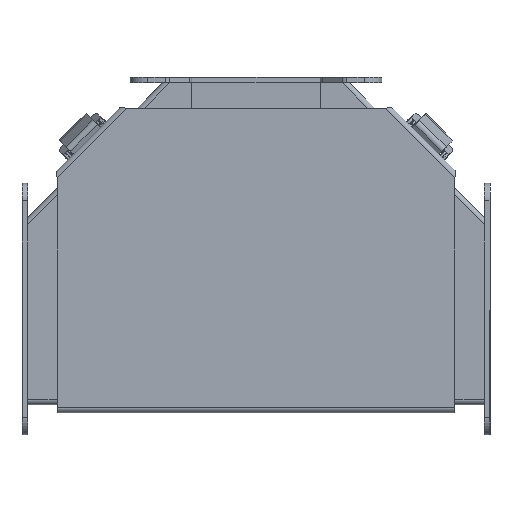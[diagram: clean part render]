
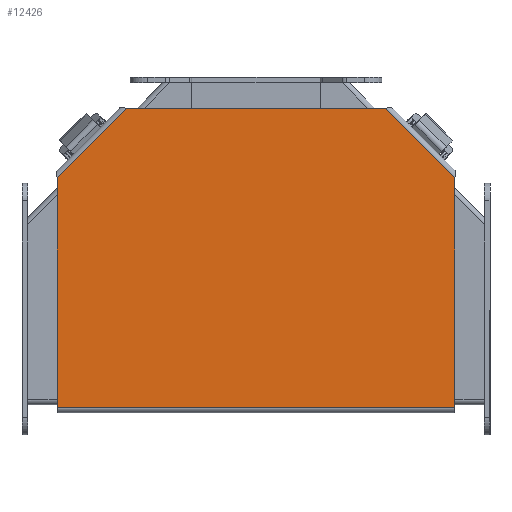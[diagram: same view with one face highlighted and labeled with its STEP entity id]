
A CAD part, front view. The second image highlights one B-rep face of the part: STEP entity #12426.
In plain terms, the highlighted planar face has unit normal (0, -1, 0).
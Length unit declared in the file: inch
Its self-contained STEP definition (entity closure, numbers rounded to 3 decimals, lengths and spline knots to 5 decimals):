
#524 = VERTEX_POINT ( 'NONE', #15001 ) ;
#948 = VERTEX_POINT ( 'NONE', #14983 ) ;
#1005 = LINE ( 'NONE', #7218, #3907 ) ;
#1066 = CARTESIAN_POINT ( 'NONE',  ( 4.25, -3.8595, -0.064 ) ) ;
#1802 = DIRECTION ( 'NONE',  ( -1., 0., 0. ) ) ;
#1950 = CARTESIAN_POINT ( 'NONE',  ( 4.25, -3.8595, 6.328 ) ) ;
#2616 = VECTOR ( 'NONE', #14709, 39.37008 ) ;
#2834 = CARTESIAN_POINT ( 'NONE',  ( 4.25, -3.8595, 4.85026 ) ) ;
#3450 = CARTESIAN_POINT ( 'NONE',  ( -2.77226, -3.8595, 6.328 ) ) ;
#3530 = LINE ( 'NONE', #3450, #11184 ) ;
#3907 = VECTOR ( 'NONE', #14770, 39.37008 ) ;
#3944 = EDGE_CURVE ( 'NONE', #524, #13238, #14073, .T. ) ;
#4187 = CARTESIAN_POINT ( 'NONE',  ( 2.77226, -3.8595, 6.328 ) ) ;
#4696 = CARTESIAN_POINT ( 'NONE',  ( 4.25, -3.8595, 6.328 ) ) ;
#5568 = LINE ( 'NONE', #7201, #7994 ) ;
#5865 = EDGE_CURVE ( 'NONE', #948, #15413, #3530, .T. ) ;
#6496 = CARTESIAN_POINT ( 'NONE',  ( 4.25, -3.8595, 6.328 ) ) ;
#7041 = FACE_OUTER_BOUND ( 'NONE', #12880, .T. ) ;
#7201 = CARTESIAN_POINT ( 'NONE',  ( 4.25, -3.8595, -0.064 ) ) ;
#7218 = CARTESIAN_POINT ( 'NONE',  ( -4.25, -3.8595, 6.328 ) ) ;
#7282 = ORIENTED_EDGE ( 'NONE', *, *, #5865, .T. ) ;
#7397 = EDGE_CURVE ( 'NONE', #12822, #524, #13710, .T. ) ;
#7994 = VECTOR ( 'NONE', #8609, 39.37008 ) ;
#8265 = DIRECTION ( 'NONE',  ( 0., -1., 0. ) ) ;
#8328 = ORIENTED_EDGE ( 'NONE', *, *, #10768, .T. ) ;
#8500 = EDGE_CURVE ( 'NONE', #15413, #15724, #1005, .T. ) ;
#8609 = DIRECTION ( 'NONE',  ( 1., 0., 0. ) ) ;
#9145 = VECTOR ( 'NONE', #10252, 39.37008 ) ;
#9213 = ORIENTED_EDGE ( 'NONE', *, *, #7397, .T. ) ;
#9959 = ORIENTED_EDGE ( 'NONE', *, *, #8500, .T. ) ;
#9968 = CARTESIAN_POINT ( 'NONE',  ( -4.25, -3.8595, -0.064 ) ) ;
#10252 = DIRECTION ( 'NONE',  ( 0., 0., 1. ) ) ;
#10505 = ORIENTED_EDGE ( 'NONE', *, *, #12445, .T. ) ;
#10768 = EDGE_CURVE ( 'NONE', #13238, #948, #14627, .T. ) ;
#11184 = VECTOR ( 'NONE', #15668, 39.37008 ) ;
#11623 = ORIENTED_EDGE ( 'NONE', *, *, #3944, .T. ) ;
#12052 = PLANE ( 'NONE',  #15076 ) ;
#12426 = ADVANCED_FACE ( 'NONE', ( #7041 ), #12052, .T. ) ;
#12445 = EDGE_CURVE ( 'NONE', #15724, #12822, #5568, .T. ) ;
#12822 = VERTEX_POINT ( 'NONE', #1066 ) ;
#12880 = EDGE_LOOP ( 'NONE', ( #9213, #11623, #8328, #7282, #9959, #10505 ) ) ;
#13238 = VERTEX_POINT ( 'NONE', #4187 ) ;
#13710 = LINE ( 'NONE', #6496, #9145 ) ;
#14073 = LINE ( 'NONE', #2834, #15640 ) ;
#14577 = CARTESIAN_POINT ( 'NONE',  ( -4.25, -3.8595, 4.85026 ) ) ;
#14627 = LINE ( 'NONE', #4696, #2616 ) ;
#14709 = DIRECTION ( 'NONE',  ( -1., 0., 0. ) ) ;
#14770 = DIRECTION ( 'NONE',  ( 0., 0., -1. ) ) ;
#14983 = CARTESIAN_POINT ( 'NONE',  ( -2.77226, -3.8595, 6.328 ) ) ;
#15001 = CARTESIAN_POINT ( 'NONE',  ( 4.25, -3.8595, 4.85026 ) ) ;
#15076 = AXIS2_PLACEMENT_3D ( 'NONE', #1950, #8265, #1802 ) ;
#15413 = VERTEX_POINT ( 'NONE', #14577 ) ;
#15617 = DIRECTION ( 'NONE',  ( -0.707, 0., 0.707 ) ) ;
#15640 = VECTOR ( 'NONE', #15617, 39.37008 ) ;
#15668 = DIRECTION ( 'NONE',  ( -0.707, 0., -0.707 ) ) ;
#15724 = VERTEX_POINT ( 'NONE', #9968 ) ;
